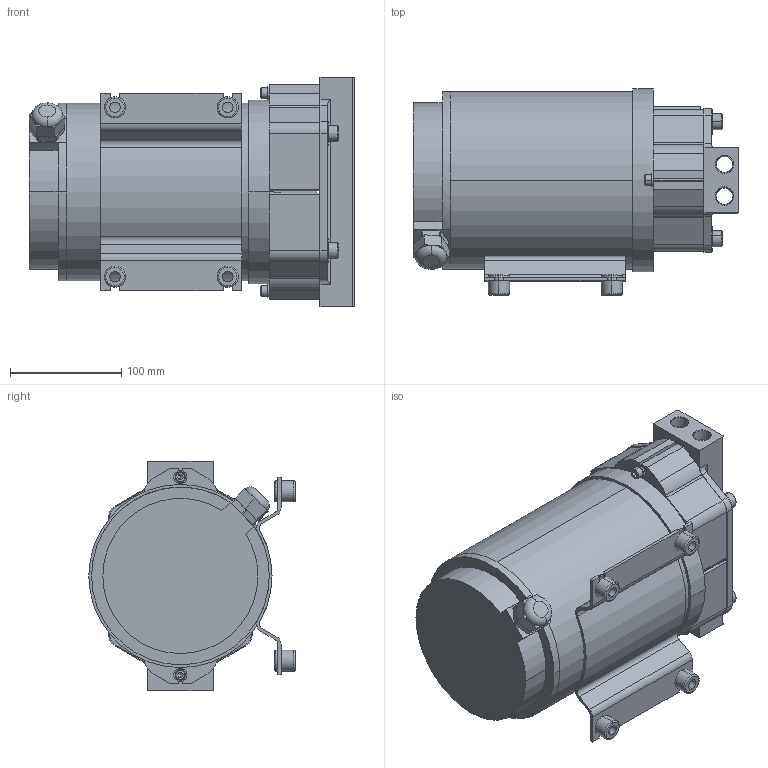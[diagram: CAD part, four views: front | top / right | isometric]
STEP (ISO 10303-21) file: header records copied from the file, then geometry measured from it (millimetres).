
FILE_DESCRIPTION (( 'STEP AP203' ), '1' );
FILE_NAME ('356U-M960.STEP', '2018-02-26T15:54:57', ( 'admin' ), ( 'Hewlett-Packard Company' ), 'SwSTEP 2.0', 'SolidWorks 2017', '' );
FILE_SCHEMA (( 'CONFIG_CONTROL_DESIGN' ));
Length unit declared in the file: inch
Products named in the file (1): 356U-M960
Bounding box: 293.05 x 185.88 x 206.76 mm (x, y, z)
Volume: 5205230.8 mm3; surface area: 559554.8 mm2
Topology: 19 solids, 19 shells, 589 faces, 1468 edges, 920 vertices
Faces by surface type: plane 294, cylinder 209, cone 56, torus 30
Entity records: 17611 total; most frequent: DIRECTION 3204, CARTESIAN_POINT 3040, ORIENTED_EDGE 2904, EDGE_CURVE 1452, AXIS2_PLACEMENT_3D 1172, VERTEX_POINT 920, LINE 860, VECTOR 860
